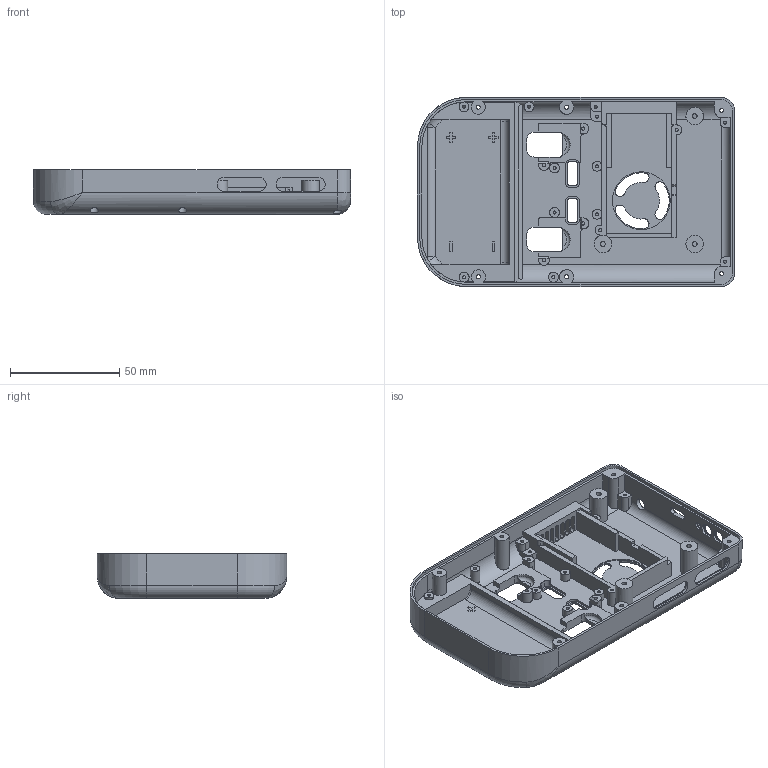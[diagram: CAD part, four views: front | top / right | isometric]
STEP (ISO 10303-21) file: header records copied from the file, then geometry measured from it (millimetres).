
FILE_DESCRIPTION(/* description */ (''),/* implementation_level */ '2;1');
FILE_NAME(/* name */ 'Xii-Boy Ultra Bottom.step',/* time_stamp */ '2025-05-16T22:35:07+02:00',/* author */ (''),/* organization */ (''),/* preprocessor_version */ 'ST-DEVELOPER v20.1',/* originating_system */ 'Autodesk Translation Framework v14.4.0.0',/* authorisation */ '');
FILE_SCHEMA (('AUTOMOTIVE_DESIGN { 1 0 10303 214 3 1 1 }'));
Length unit declared in the file: millimetre
Products named in the file (1): Xii-Boy Ultra
Bounding box: 145 x 86.55 x 20.5 mm (x, y, z)
Volume: 49431.6 mm3; surface area: 46118.9 mm2
Topology: 1 solids, 1 shells, 468 faces, 1318 edges, 875 vertices
Faces by surface type: plane 247, cylinder 202, torus 8, bspline 6, cone 3, sphere 2
Full cylindrical faces by diameter (mm): 1.4 x14, 1.5 x4, 1.8 x6, 2.22 x3, 2.6 x1, 3.5 x1, 3.75 x6, 4.5 x6, 5.4 x3, 8 x3, 26.5 x1
Entity records: 16870 total; most frequent: CARTESIAN_POINT 4261, ORIENTED_EDGE 2628, DIRECTION 2518, EDGE_CURVE 1314, VERTEX_POINT 875, AXIS2_PLACEMENT_3D 861, LINE 796, VECTOR 796
